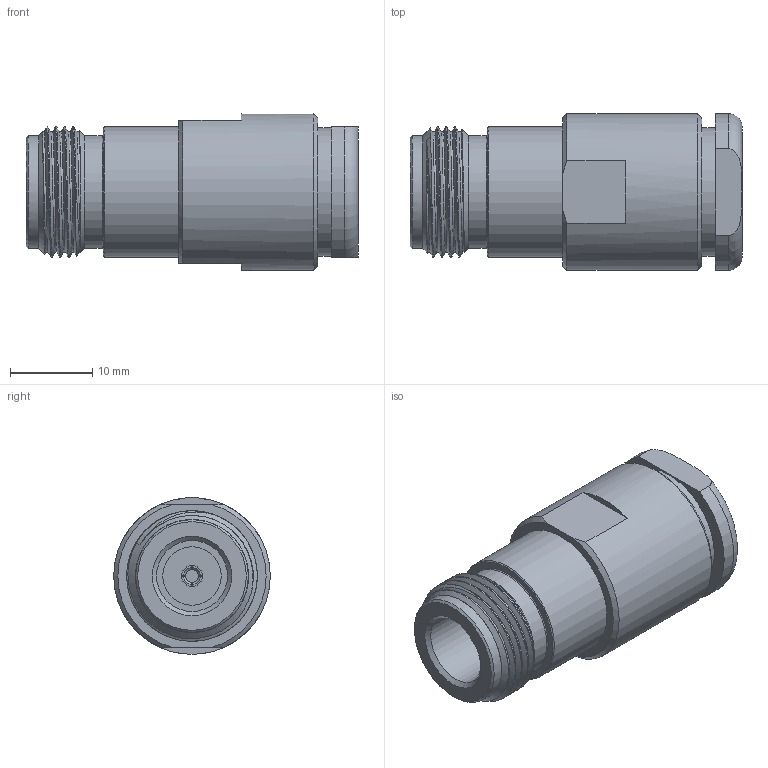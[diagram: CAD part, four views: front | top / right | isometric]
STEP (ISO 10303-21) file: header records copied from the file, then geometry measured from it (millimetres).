
FILE_DESCRIPTION (( 'STEP AP203' ), '1' );
FILE_NAME ('PE4439_3D.step', '2021-06-01T15:45:19', ( '' ), ( '' ), 'SwSTEP 2.0', 'SolidWorks 2020', '' );
FILE_SCHEMA (( 'CONFIG_CONTROL_DESIGN' ));
Length unit declared in the file: inch
Products named in the file (1): PE4439_3D
Bounding box: 40.39 x 19.05 x 19.05 mm (x, y, z)
Volume: 8379.7 mm3; surface area: 3504.6 mm2
Topology: 1 solids, 1 shells, 70 faces, 167 edges, 109 vertices
Faces by surface type: plane 30, cylinder 21, cone 14, bspline 3, torus 2
Full cylindrical faces by diameter (mm): 1.524 x1, 2.54 x1, 6.604 x1, 7.112 x1, 8.636 x1, 13.716 x2, 15.668 x1, 15.875 x1, 19.05 x1
Entity records: 4050 total; most frequent: CARTESIAN_POINT 2574, ORIENTED_EDGE 280, DIRECTION 268, EDGE_CURVE 140, AXIS2_PLACEMENT_3D 117, VERTEX_POINT 102, EDGE_LOOP 98, FACE_OUTER_BOUND 81
